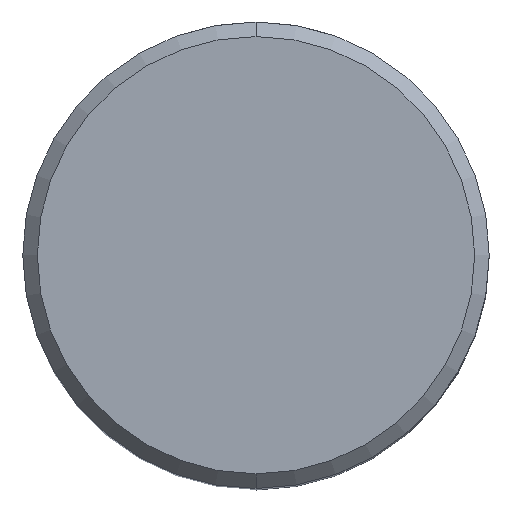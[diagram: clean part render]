
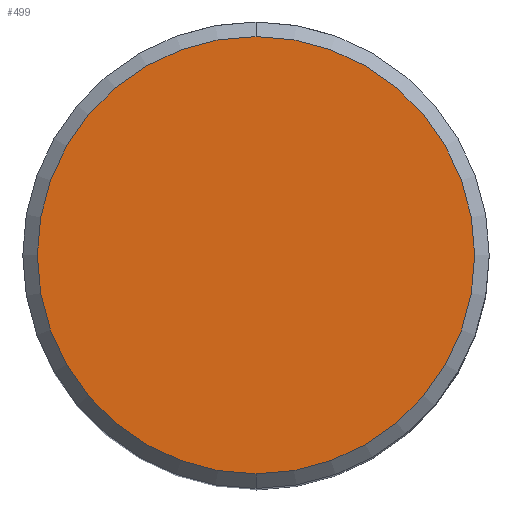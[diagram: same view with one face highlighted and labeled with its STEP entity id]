
A CAD part, top view. The second image highlights one B-rep face of the part: STEP entity #499.
In plain terms, the highlighted planar face has unit normal (0, 0, 1).
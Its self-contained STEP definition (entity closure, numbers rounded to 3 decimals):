
#311=VERTEX_POINT('',#681);
#411=VERTEX_POINT('',#795);
#441=EDGE_CURVE('',#311,#411,#829,.T.);
#451=EDGE_CURVE('',#411,#311,#839,.T.);
#499=ADVANCED_FACE('',(#891),#892,.T.);
#681=CARTESIAN_POINT('',(0.0,15.0,0.0));
#795=CARTESIAN_POINT('',(0.,-15.0,0.0));
#829=CIRCLE('',#1487,15.0);
#839=CIRCLE('',#1517,15.0);
#891=FACE_OUTER_BOUND('',#1759,.T.);
#892=PLANE('',#1760);
#1487=AXIS2_PLACEMENT_3D('',#2137,#2138,#2139);
#1517=AXIS2_PLACEMENT_3D('',#2144,#2145,#2146);
#1759=EDGE_LOOP('',(#2200,#2201));
#1760=AXIS2_PLACEMENT_3D('',#2202,#2203,#2204);
#2137=CARTESIAN_POINT('',(0.0,0.0,0.0));
#2138=DIRECTION('',(0.0,0.0,-1.0));
#2139=DIRECTION('',(0.0,1.0,0.0));
#2144=CARTESIAN_POINT('',(0.0,0.0,0.0));
#2145=DIRECTION('',(0.0,0.0,-1.0));
#2146=DIRECTION('',(0.0,1.0,0.0));
#2200=ORIENTED_EDGE('',*,*,#441,.F.);
#2201=ORIENTED_EDGE('',*,*,#451,.F.);
#2202=CARTESIAN_POINT('',(0.0,7.5,0.0));
#2203=DIRECTION('',(-0.0,0.0,1.0));
#2204=DIRECTION('',(0.0,-1.0,0.0));
